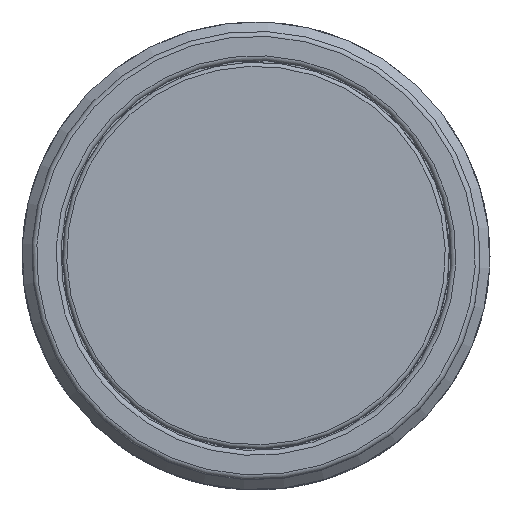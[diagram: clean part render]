
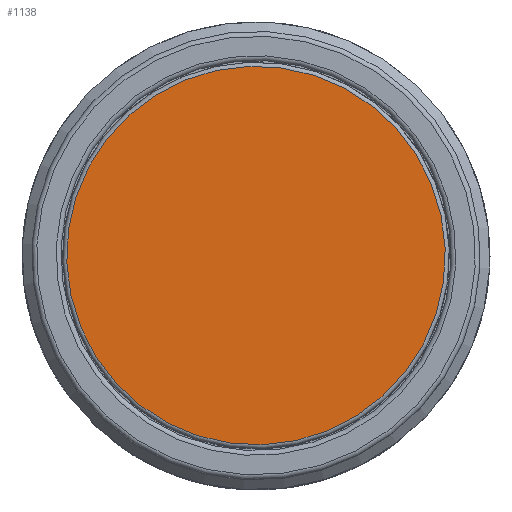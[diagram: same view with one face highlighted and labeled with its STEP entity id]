
A CAD part, top view. The second image highlights one B-rep face of the part: STEP entity #1138.
In plain terms, the highlighted planar face has unit normal (0, 0, 1).
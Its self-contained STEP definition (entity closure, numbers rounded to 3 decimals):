
#1138 = ADVANCED_FACE( '', ( #2309 ), #2310, .T. );
#2309 = FACE_OUTER_BOUND( '', #4045, .T. );
#2310 = PLANE( '', #4046 );
#4045 = EDGE_LOOP( '', ( #7425 ) );
#4046 = AXIS2_PLACEMENT_3D( '', #7426, #7427, #7428 );
#7425 = ORIENTED_EDGE( '', *, *, #7543, .T. );
#7426 = CARTESIAN_POINT( '', ( 0., -9.75, 13.101 ) );
#7427 = DIRECTION( '', ( 0., 0., 1. ) );
#7428 = DIRECTION( '', ( -0.377, 0.926, 0. ) );
#7543 = EDGE_CURVE( '', #8885, #8885, #8886, .T. );
#8885 = VERTEX_POINT( '', #10838 );
#8886 = CIRCLE( '', #10839, 11.65 );
#10838 = CARTESIAN_POINT( '', ( -4.391, 1.041, 13.101 ) );
#10839 = AXIS2_PLACEMENT_3D( '', #14448, #14449, #14450 );
#14448 = CARTESIAN_POINT( '', ( 0., -9.75, 13.101 ) );
#14449 = DIRECTION( '', ( 0., 0., 1. ) );
#14450 = DIRECTION( '', ( -0.377, 0.926, 0. ) );
